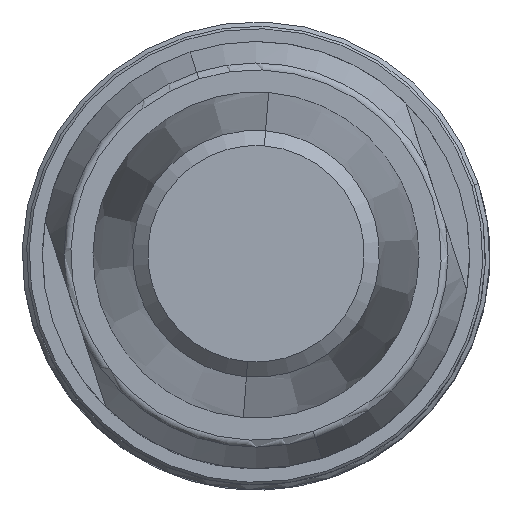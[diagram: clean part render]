
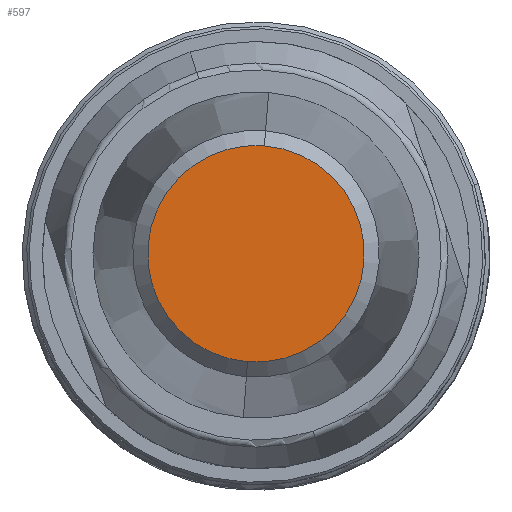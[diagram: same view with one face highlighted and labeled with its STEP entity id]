
A CAD part, top view. The second image highlights one B-rep face of the part: STEP entity #597.
In plain terms, the highlighted planar face has unit normal (0, 0, 1).
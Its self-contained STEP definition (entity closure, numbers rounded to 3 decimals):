
#561=AXIS2_PLACEMENT_3D('Circle Axis2P3D',#559,#560,$) ;
#578=AXIS2_PLACEMENT_3D('Circle Axis2P3D',#576,#577,$) ;
#591=AXIS2_PLACEMENT_3D('Plane Axis2P3D',#588,#589,#590) ;
#549=CARTESIAN_POINT('Vertex',(9.583,13.52,69.8)) ;
#556=CARTESIAN_POINT('Vertex',(8.917,4.98,69.8)) ;
#559=CARTESIAN_POINT('Axis2P3D Location',(9.25,9.25,69.8)) ;
#576=CARTESIAN_POINT('Axis2P3D Location',(9.25,9.25,69.8)) ;
#588=CARTESIAN_POINT('Axis2P3D Location',(9.25,9.25,69.8)) ;
#560=DIRECTION('Axis2P3D Direction',(0.,0.,-1.)) ;
#577=DIRECTION('Axis2P3D Direction',(0.,0.,-1.)) ;
#589=DIRECTION('Axis2P3D Direction',(0.,-0.,1.)) ;
#590=DIRECTION('Axis2P3D XDirection',(0.078,0.997,0.)) ;
#594=ORIENTED_EDGE('',*,*,#563,.T.) ;
#595=ORIENTED_EDGE('',*,*,#580,.T.) ;
#597=ADVANCED_FACE('MANIFOLD_SOLID_BREP #101',(#596),#592,.T.) ;
#562=CIRCLE('generated circle',#561,4.283) ;
#579=CIRCLE('generated circle',#578,4.283) ;
#563=EDGE_CURVE('',#550,#557,#562,.F.) ;
#580=EDGE_CURVE('',#557,#550,#579,.F.) ;
#593=EDGE_LOOP('',(#594,#595)) ;
#596=FACE_OUTER_BOUND('',#593,.T.) ;
#592=PLANE('',#591) ;
#550=VERTEX_POINT('',#549) ;
#557=VERTEX_POINT('',#556) ;
